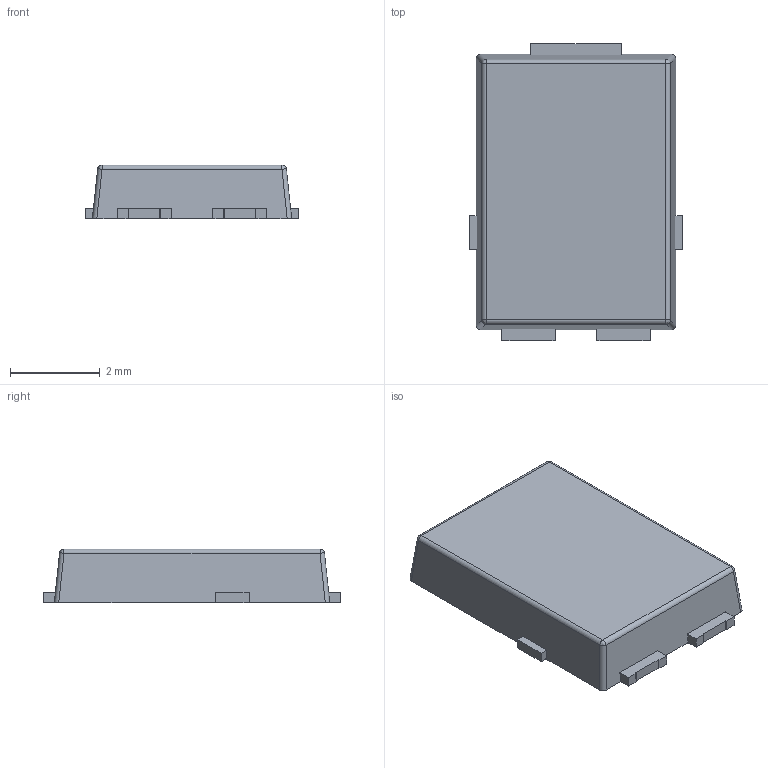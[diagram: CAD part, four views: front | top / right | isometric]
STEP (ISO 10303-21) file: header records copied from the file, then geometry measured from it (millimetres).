
FILE_DESCRIPTION(('STEP AP214'), '1');
FILE_NAME('TO-277', '2019-12-08T17:15:32', ('AF'), (''), 'UNSPECIFIED', 'UNSPECIFIED', '');
FILE_SCHEMA(('AUTOMOTIVE_DESIGN { 1 0 10303 214 3 1 1}'));
Length unit declared in the file: millimetre
Bounding box: 4.75 x 6.65 x 1.2 mm (x, y, z)
Volume: 31.5 mm3; surface area: 124 mm2
Topology: 4 solids, 4 shells, 98 faces, 274 edges, 183 vertices
Faces by surface type: plane 72, cylinder 22, bspline 4
Entity records: 3989 total; most frequent: CARTESIAN_POINT 629, ORIENTED_EDGE 516, DIRECTION 496, EDGE_CURVE 258, LINE 226, VECTOR 226, VERTEX_POINT 168, AXIS2_PLACEMENT_3D 135
